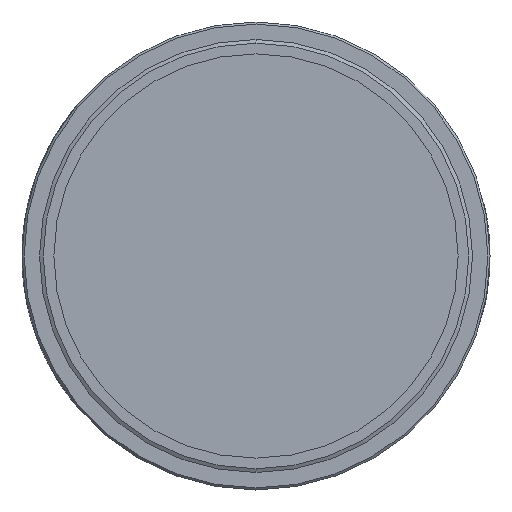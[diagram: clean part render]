
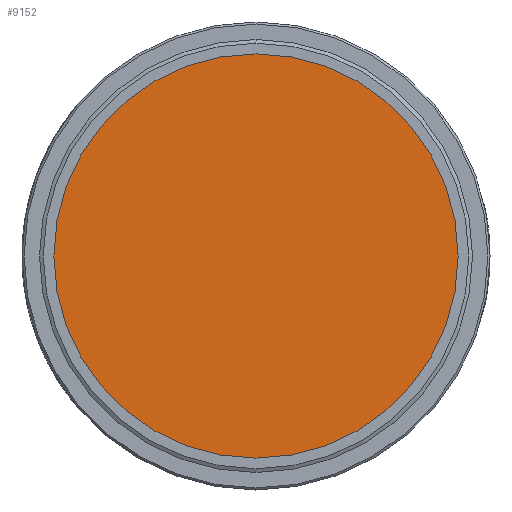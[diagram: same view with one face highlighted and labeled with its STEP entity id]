
A CAD part, left-side view. The second image highlights one B-rep face of the part: STEP entity #9152.
In plain terms, the highlighted planar face has unit normal (-1, 0, 0).
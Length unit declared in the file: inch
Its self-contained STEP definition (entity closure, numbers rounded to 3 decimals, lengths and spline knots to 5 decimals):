
#483 = DIRECTION ( 'NONE',  ( 1., 0., 0. ) ) ;
#803 = DIRECTION ( 'NONE',  ( 0., 0., -1. ) ) ;
#1095 = VERTEX_POINT ( 'NONE', #3337 ) ;
#1132 = CIRCLE ( 'NONE', #2472, 1. ) ;
#2406 = DIRECTION ( 'NONE',  ( 1., 0., 0. ) ) ;
#2409 = ORIENTED_EDGE ( 'NONE', *, *, #5162, .F. ) ;
#2472 = AXIS2_PLACEMENT_3D ( 'NONE', #6761, #2406, #7474 ) ;
#3337 = CARTESIAN_POINT ( 'NONE',  ( -0.105, 0., -1. ) ) ;
#3365 = CARTESIAN_POINT ( 'NONE',  ( -0.105, 0., 1. ) ) ;
#3404 = AXIS2_PLACEMENT_3D ( 'NONE', #4470, #5189, #803 ) ;
#4470 = CARTESIAN_POINT ( 'NONE',  ( -0.105, 0., 0. ) ) ;
#4872 = CARTESIAN_POINT ( 'NONE',  ( -0.105, 0., 0. ) ) ;
#5124 = PLANE ( 'NONE',  #3404 ) ;
#5162 = EDGE_CURVE ( 'NONE', #1095, #5542, #5508, .T. ) ;
#5189 = DIRECTION ( 'NONE',  ( 1., 0., 0. ) ) ;
#5508 = CIRCLE ( 'NONE', #7108, 1. ) ;
#5542 = VERTEX_POINT ( 'NONE', #3365 ) ;
#5605 = DIRECTION ( 'NONE',  ( 0., 0., -1. ) ) ;
#6044 = FACE_OUTER_BOUND ( 'NONE', #7711, .T. ) ;
#6757 = ORIENTED_EDGE ( 'NONE', *, *, #7143, .F. ) ;
#6761 = CARTESIAN_POINT ( 'NONE',  ( -0.105, 0., 0. ) ) ;
#7108 = AXIS2_PLACEMENT_3D ( 'NONE', #4872, #483, #5605 ) ;
#7143 = EDGE_CURVE ( 'NONE', #5542, #1095, #1132, .T. ) ;
#7474 = DIRECTION ( 'NONE',  ( 0., 0., -1. ) ) ;
#7711 = EDGE_LOOP ( 'NONE', ( #2409, #6757 ) ) ;
#9152 = ADVANCED_FACE ( 'NONE', ( #6044 ), #5124, .F. ) ;
